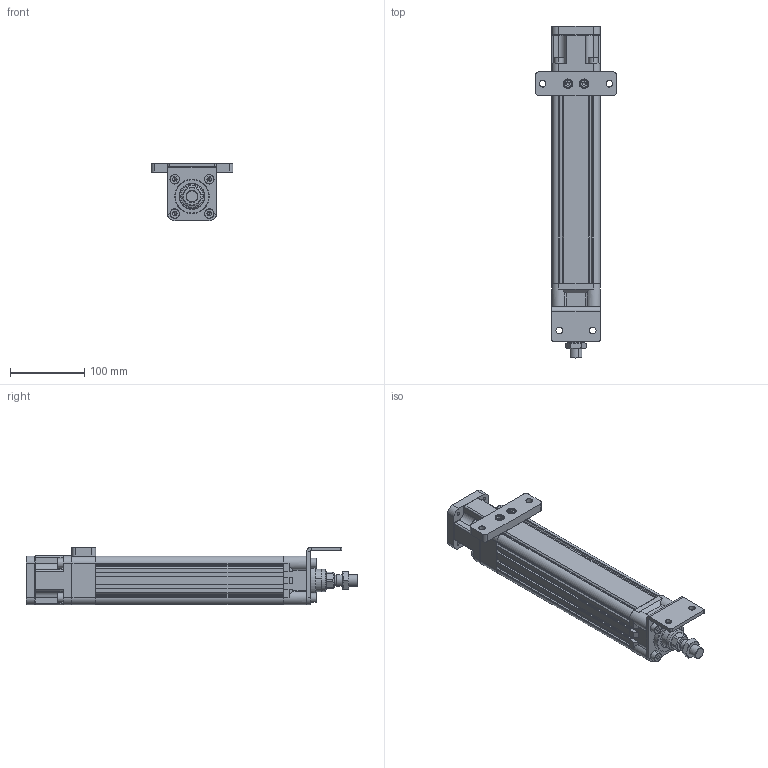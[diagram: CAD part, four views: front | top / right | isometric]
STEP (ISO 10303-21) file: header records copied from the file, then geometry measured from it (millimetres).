
FILE_DESCRIPTION (( 'STEP AP214' ), '1' );
FILE_NAME ('HBAC66-RC05D4T2W150A.STEP', '2024-01-31T09:38:39', ( '' ), ( '' ), 'SwSTEP 2.0', 'SolidWorks 2023', '' );
FILE_SCHEMA (( 'AUTOMOTIVE_DESIGN' ));
Length unit declared in the file: millimetre
Products named in the file (32): ZL-50-14; AOE-50-1-4-14; socket head cap screw_iso_ISO 4762 M3 x 10 - 10N; HBAC66-RC05D4T2W150A (actuator); 3020-14; ____SFU01605-3-14; 50__________-14; 503505-14; socket head cap screw_iso_ISO 4762 M6 x 16 - 16N; CS1-S____________[HCS1-S]-14_HCS1-S; AOE-50-1-2-14; 504610-14; countersunk flat head cross recess screw_iso_ISO 7046-1 - M2.5 x 6 - Z - 6N; 50____-14; M8-22________-14; AOE50-01-01-14; ZL-50-1 -____-14; 080725-14; 303825-14; PDU-030-14_YNM-01-PDU-30; HBAC66-RC05D4T2W150A; 50; AOE-50-1-3-14; HBAC66-RC05D4T2W150A (bracket); socket head cap screw_iso_ISO 4762 M8 x 20 - 20N; ____SFU01605-B-4-14; hex thin nuts-grades ab-chamfered gb_GB_FASTENER_NUT_STNAB M16-N; 3020-F-14; LYCA__________[LYCA-3040]8-10-14_LYCA-3040; HBAC66-RC05D4T2W150A (insides); socket head cap screw_iso_ISO 4762 M3 x 6 - 6N; socket head cap screw_iso_ISO 4762 M5 x 20 - 20N
Assembly tree (62 placements, depth 4):
  HBAC66-RC05D4T2W150A
    HBAC66-RC05D4T2W150A (actuator)
      HBAC66-RC05D4T2W150A (insides)
        ____SFU01605-B-4-14
        ____SFU01605-3-14
      AOE50-01-01-14
      303825-14
      AOE-50-1-4-14
      AOE-50-1-3-14
      3020-F-14
      3020-14
      hex thin nuts-grades ab-chamfered gb_GB_FASTENER_NUT_STNAB M16-N
      PDU-030-14_YNM-01-PDU-30
      M8-22________-14  x8
      50____-14
      504610-14  x2
      503505-14
      socket head cap screw_iso_ISO 4762 M5 x 20 - 20N  x6
      080725-14  x2
      AOE-50-1-2-14
      socket head cap screw_iso_ISO 4762 M3 x 10 - 10N  x2
      socket head cap screw_iso_ISO 4762 M3 x 6 - 6N  x2
      CS1-S____________[HCS1-S]-14_HCS1-S  x3
    LYCA__________[LYCA-3040]8-10-14_LYCA-3040
    ZL-50-14
    ZL-50-1 -____-14
    socket head cap screw_iso_ISO 4762 M8 x 20 - 20N  x8
    socket head cap screw_iso_ISO 4762 M5 x 20 - 20N  x4
    50__________-14
    countersunk flat head cross recess screw_iso_ISO 7046-1 - M2.5 x 6 - Z - 6N  x2
    HBAC66-RC05D4T2W150A (bracket)
    50
    socket head cap screw_iso_ISO 4762 M6 x 16 - 16N  x2
Bounding box: 110 x 448 x 78 mm (x, y, z)
Volume: 1210912.4 mm3; surface area: 436377 mm2
Topology: 66 solids, 66 shells, 2371 faces, 5490 edges, 3273 vertices
Faces by surface type: plane 912, cylinder 743, cone 328, torus 302, sphere 70, bspline 16
Entity records: 53590 total; most frequent: CARTESIAN_POINT 10335, DIRECTION 8552, ORIENTED_EDGE 7258, EDGE_CURVE 3629, AXIS2_PLACEMENT_3D 3468, VERTEX_POINT 2216, CIRCLE 1862, EDGE_LOOP 1769
